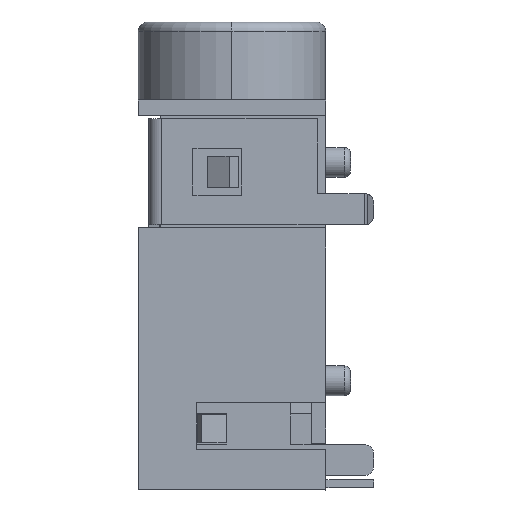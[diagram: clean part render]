
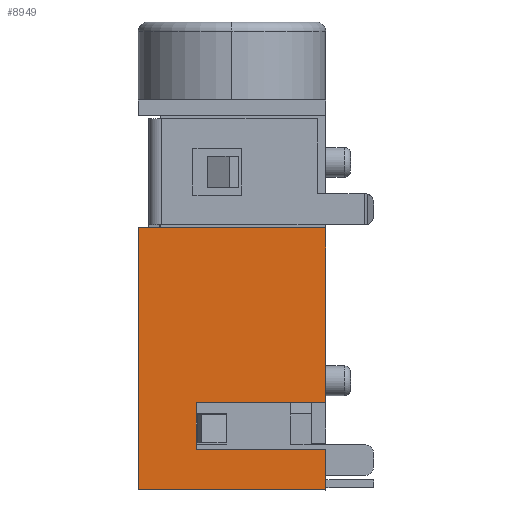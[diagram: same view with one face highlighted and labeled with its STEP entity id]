
A CAD part, left-side view. The second image highlights one B-rep face of the part: STEP entity #8949.
In plain terms, the highlighted planar face has unit normal (-1, 0, 0).
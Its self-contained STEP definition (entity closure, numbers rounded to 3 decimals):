
#283 = CARTESIAN_POINT ( 'NONE',  ( -3.5, -3., -12.5 ) ) ;
#366 = LINE ( 'NONE', #4445, #4753 ) ;
#375 = ORIENTED_EDGE ( 'NONE', *, *, #9104, .T. ) ;
#439 = CARTESIAN_POINT ( 'NONE',  ( -3.5, -3., -12.5 ) ) ;
#529 = DIRECTION ( 'NONE',  ( 0., 0., 1. ) ) ;
#713 = CARTESIAN_POINT ( 'NONE',  ( -3.5, -3., -12.5 ) ) ;
#956 = EDGE_CURVE ( 'NONE', #10037, #4810, #3991, .T. ) ;
#1216 = VERTEX_POINT ( 'NONE', #4013 ) ;
#1486 = VECTOR ( 'NONE', #4864, 1000. ) ;
#1639 = ORIENTED_EDGE ( 'NONE', *, *, #3294, .T. ) ;
#1640 = CARTESIAN_POINT ( 'NONE',  ( -3.5, -3., -4.1 ) ) ;
#1649 = CARTESIAN_POINT ( 'NONE',  ( -3.5, -3., -9.7 ) ) ;
#1687 = PLANE ( 'NONE',  #4430 ) ;
#1845 = VECTOR ( 'NONE', #7808, 1000. ) ;
#1946 = VERTEX_POINT ( 'NONE', #283 ) ;
#2741 = ORIENTED_EDGE ( 'NONE', *, *, #956, .T. ) ;
#2800 = EDGE_CURVE ( 'NONE', #8406, #10037, #5654, .T. ) ;
#2866 = ORIENTED_EDGE ( 'NONE', *, *, #7440, .F. ) ;
#3294 = EDGE_CURVE ( 'NONE', #4810, #10479, #8961, .T. ) ;
#3404 = EDGE_CURVE ( 'NONE', #1946, #1216, #9204, .T. ) ;
#3624 = ORIENTED_EDGE ( 'NONE', *, *, #2800, .T. ) ;
#3683 = DIRECTION ( 'NONE',  ( 0., 0., 1. ) ) ;
#3756 = DIRECTION ( 'NONE',  ( 0., 1., 0. ) ) ;
#3873 = DIRECTION ( 'NONE',  ( 1., 0., 0. ) ) ;
#3975 = EDGE_CURVE ( 'NONE', #9815, #9704, #6185, .T. ) ;
#3991 = LINE ( 'NONE', #713, #4350 ) ;
#4013 = CARTESIAN_POINT ( 'NONE',  ( -3.5, 3., -12.5 ) ) ;
#4233 = ORIENTED_EDGE ( 'NONE', *, *, #3975, .F. ) ;
#4350 = VECTOR ( 'NONE', #9500, 1000. ) ;
#4421 = CARTESIAN_POINT ( 'NONE',  ( -3.5, 1.15, -9.7 ) ) ;
#4430 = AXIS2_PLACEMENT_3D ( 'NONE', #9597, #3873, #9539 ) ;
#4445 = CARTESIAN_POINT ( 'NONE',  ( -3.5, 3., -12.5 ) ) ;
#4515 = VECTOR ( 'NONE', #4861, 1000. ) ;
#4753 = VECTOR ( 'NONE', #529, 1000. ) ;
#4810 = VERTEX_POINT ( 'NONE', #9402 ) ;
#4861 = DIRECTION ( 'NONE',  ( 0., -1., 0. ) ) ;
#4864 = DIRECTION ( 'NONE',  ( 0., 1., 0. ) ) ;
#4989 = CARTESIAN_POINT ( 'NONE',  ( -3.5, 3., -4.1 ) ) ;
#5116 = CARTESIAN_POINT ( 'NONE',  ( -3.5, -3., -12.5 ) ) ;
#5483 = CARTESIAN_POINT ( 'NONE',  ( -3.5, -3., -11.2 ) ) ;
#5654 = LINE ( 'NONE', #8960, #4515 ) ;
#5754 = EDGE_CURVE ( 'NONE', #8406, #9815, #9236, .T. ) ;
#6016 = EDGE_LOOP ( 'NONE', ( #375, #4233, #6545, #3624, #2741, #1639, #2866, #8148 ) ) ;
#6185 = LINE ( 'NONE', #9428, #1845 ) ;
#6545 = ORIENTED_EDGE ( 'NONE', *, *, #5754, .F. ) ;
#6554 = FACE_OUTER_BOUND ( 'NONE', #6016, .T. ) ;
#7020 = LINE ( 'NONE', #439, #7497 ) ;
#7440 = EDGE_CURVE ( 'NONE', #1216, #10479, #366, .T. ) ;
#7497 = VECTOR ( 'NONE', #3683, 1000. ) ;
#7592 = CARTESIAN_POINT ( 'NONE',  ( -3.5, 1.15, -11.2 ) ) ;
#7808 = DIRECTION ( 'NONE',  ( 0., -1., 0. ) ) ;
#8131 = VECTOR ( 'NONE', #3756, 1000. ) ;
#8148 = ORIENTED_EDGE ( 'NONE', *, *, #3404, .F. ) ;
#8406 = VERTEX_POINT ( 'NONE', #4421 ) ;
#8949 = ADVANCED_FACE ( 'NONE', ( #6554 ), #1687, .F. ) ;
#8960 = CARTESIAN_POINT ( 'NONE',  ( -3.5, 1.15, -9.7 ) ) ;
#8961 = LINE ( 'NONE', #1640, #1486 ) ;
#9104 = EDGE_CURVE ( 'NONE', #1946, #9704, #7020, .T. ) ;
#9140 = CARTESIAN_POINT ( 'NONE',  ( -3.5, 1.15, -11.2 ) ) ;
#9204 = LINE ( 'NONE', #5116, #8131 ) ;
#9236 = LINE ( 'NONE', #9140, #10062 ) ;
#9402 = CARTESIAN_POINT ( 'NONE',  ( -3.5, -3., -4.1 ) ) ;
#9428 = CARTESIAN_POINT ( 'NONE',  ( -3.5, 1.15, -11.2 ) ) ;
#9500 = DIRECTION ( 'NONE',  ( 0., 0., 1. ) ) ;
#9539 = DIRECTION ( 'NONE',  ( 0., 0., -1. ) ) ;
#9597 = CARTESIAN_POINT ( 'NONE',  ( -3.5, -3., -12.5 ) ) ;
#9704 = VERTEX_POINT ( 'NONE', #5483 ) ;
#9815 = VERTEX_POINT ( 'NONE', #7592 ) ;
#9987 = DIRECTION ( 'NONE',  ( 0., 0., -1. ) ) ;
#10037 = VERTEX_POINT ( 'NONE', #1649 ) ;
#10062 = VECTOR ( 'NONE', #9987, 1000. ) ;
#10479 = VERTEX_POINT ( 'NONE', #4989 ) ;
